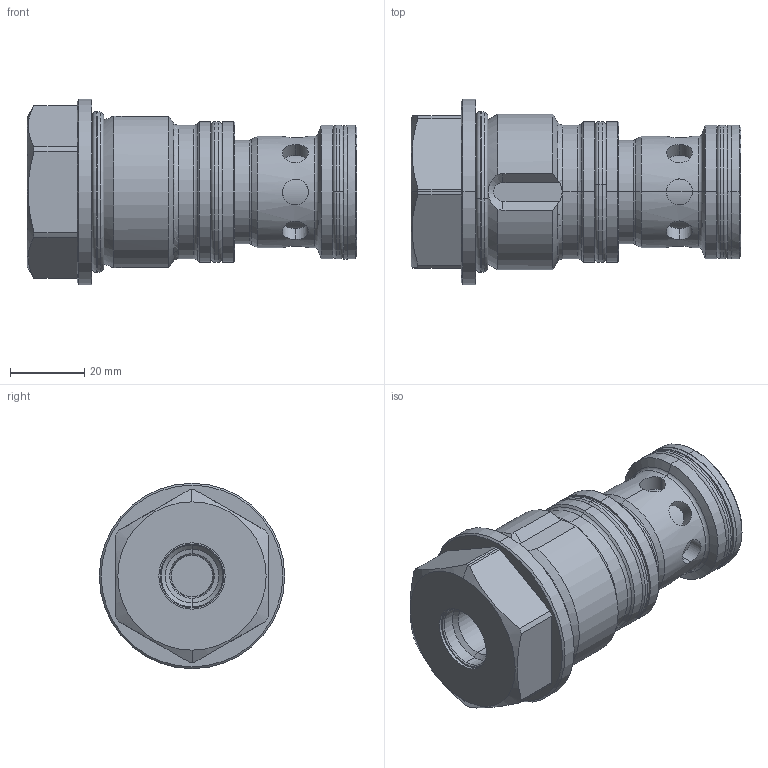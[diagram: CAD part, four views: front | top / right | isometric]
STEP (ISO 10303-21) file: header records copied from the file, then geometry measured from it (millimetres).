
FILE_DESCRIPTION (( 'STEP AP214' ), '1' );
FILE_NAME ('483.F5_Kunde.STEP', '2017-02-21T13:32:02', ( 'user' ), ( '' ), 'SwSTEP 2.0', 'SolidWorks 2016', '' );
FILE_SCHEMA (( 'AUTOMOTIVE_DESIGN' ));
Length unit declared in the file: millimetre
Products named in the file (1): 483.F5_Kunde
Bounding box: 89 x 50 x 50 mm (x, y, z)
Volume: 96120.3 mm3; surface area: 20644.3 mm2
Topology: 4 solids, 4 shells, 170 faces, 369 edges, 217 vertices
Faces by surface type: cylinder 70, torus 40, cone 32, plane 28
Entity records: 5899 total; most frequent: CARTESIAN_POINT 2021, DIRECTION 834, ORIENTED_EDGE 738, EDGE_CURVE 369, AXIS2_PLACEMENT_3D 360, VERTEX_POINT 217, CIRCLE 189, EDGE_LOOP 186
